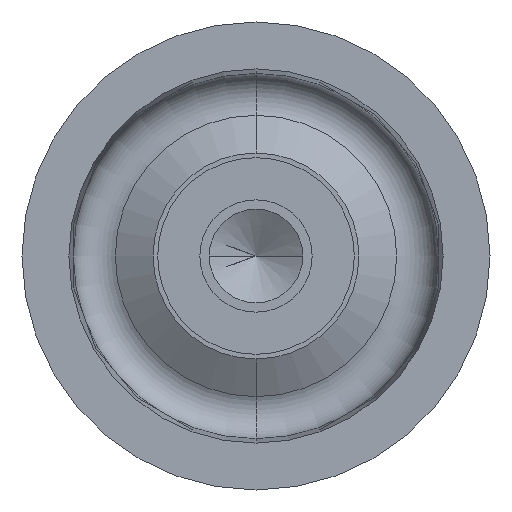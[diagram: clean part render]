
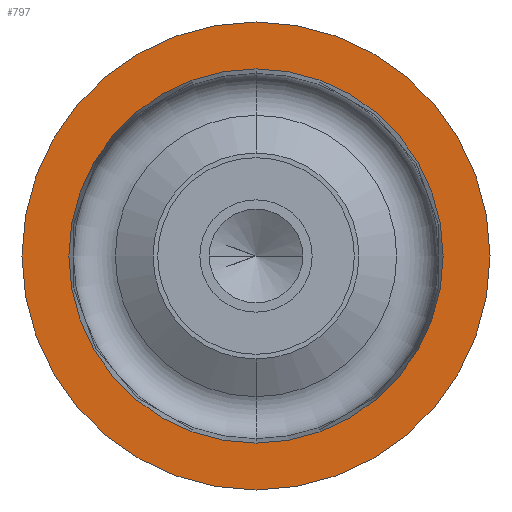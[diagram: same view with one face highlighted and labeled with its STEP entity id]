
A CAD part, front view. The second image highlights one B-rep face of the part: STEP entity #797.
In plain terms, the highlighted planar face has unit normal (0, -1, 0).
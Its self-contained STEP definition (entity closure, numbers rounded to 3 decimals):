
#26 = VERTEX_POINT ( 'NONE', #855 ) ;
#30 = EDGE_CURVE ( 'NONE', #26, #40, #854, .T. ) ;
#40 = VERTEX_POINT ( 'NONE', #889 ) ;
#547 = VERTEX_POINT ( 'NONE', #1150 ) ;
#786 = EDGE_CURVE ( 'NONE', #799, #547, #1587, .T. ) ;
#787 = ORIENTED_EDGE ( 'NONE', *, *, #796, .F. ) ;
#788 = EDGE_LOOP ( 'NONE', ( #789, #790 ) ) ;
#789 = ORIENTED_EDGE ( 'NONE', *, *, #30, .T. ) ;
#790 = ORIENTED_EDGE ( 'NONE', *, *, #793, .T. ) ;
#793 = EDGE_CURVE ( 'NONE', #40, #26, #1579, .T. ) ;
#796 = EDGE_CURVE ( 'NONE', #547, #799, #1570, .T. ) ;
#797 = ADVANCED_FACE ( 'NONE', ( #1565, #1564 ), #1563, .F. ) ;
#798 = EDGE_LOOP ( 'NONE', ( #803, #787 ) ) ;
#799 = VERTEX_POINT ( 'NONE', #1558 ) ;
#803 = ORIENTED_EDGE ( 'NONE', *, *, #786, .F. ) ;
#850 = DIRECTION ( 'NONE',  ( 0., 0., 1. ) ) ;
#851 = DIRECTION ( 'NONE',  ( 0., 1., 0. ) ) ;
#852 = CARTESIAN_POINT ( 'NONE',  ( 0., -19., 0. ) ) ;
#853 = AXIS2_PLACEMENT_3D ( 'NONE', #852, #851, #850 ) ;
#854 = CIRCLE ( 'NONE', #853, 19.993 ) ;
#855 = CARTESIAN_POINT ( 'NONE',  ( 0., -19., -19.993 ) ) ;
#889 = CARTESIAN_POINT ( 'NONE',  ( 0., -19., 19.993 ) ) ;
#1150 = CARTESIAN_POINT ( 'NONE',  ( 0., -19., 25. ) ) ;
#1558 = CARTESIAN_POINT ( 'NONE',  ( 0., -19., -25. ) ) ;
#1559 = DIRECTION ( 'NONE',  ( 0., 0., 1. ) ) ;
#1560 = DIRECTION ( 'NONE',  ( 0., 1., 0. ) ) ;
#1561 = CARTESIAN_POINT ( 'NONE',  ( 25., -19., 0. ) ) ;
#1562 = AXIS2_PLACEMENT_3D ( 'NONE', #1561, #1560, #1559 ) ;
#1563 = PLANE ( 'NONE',  #1562 ) ;
#1564 = FACE_BOUND ( 'NONE', #788, .T. ) ;
#1565 = FACE_OUTER_BOUND ( 'NONE', #798, .T. ) ;
#1566 = DIRECTION ( 'NONE',  ( 0., 0., 1. ) ) ;
#1567 = DIRECTION ( 'NONE',  ( 0., 1., 0. ) ) ;
#1568 = CARTESIAN_POINT ( 'NONE',  ( 0., -19., 0. ) ) ;
#1569 = AXIS2_PLACEMENT_3D ( 'NONE', #1568, #1567, #1566 ) ;
#1570 = CIRCLE ( 'NONE', #1569, 25. ) ;
#1575 = DIRECTION ( 'NONE',  ( 0., 0., 1. ) ) ;
#1576 = DIRECTION ( 'NONE',  ( 0., 1., 0. ) ) ;
#1577 = CARTESIAN_POINT ( 'NONE',  ( 0., -19., 0. ) ) ;
#1578 = AXIS2_PLACEMENT_3D ( 'NONE', #1577, #1576, #1575 ) ;
#1579 = CIRCLE ( 'NONE', #1578, 19.993 ) ;
#1580 = DIRECTION ( 'NONE',  ( 0., 0., 1. ) ) ;
#1581 = DIRECTION ( 'NONE',  ( 0., 1., 0. ) ) ;
#1582 = CARTESIAN_POINT ( 'NONE',  ( 0., -19., 0. ) ) ;
#1583 = AXIS2_PLACEMENT_3D ( 'NONE', #1582, #1581, #1580 ) ;
#1587 = CIRCLE ( 'NONE', #1583, 25. ) ;
